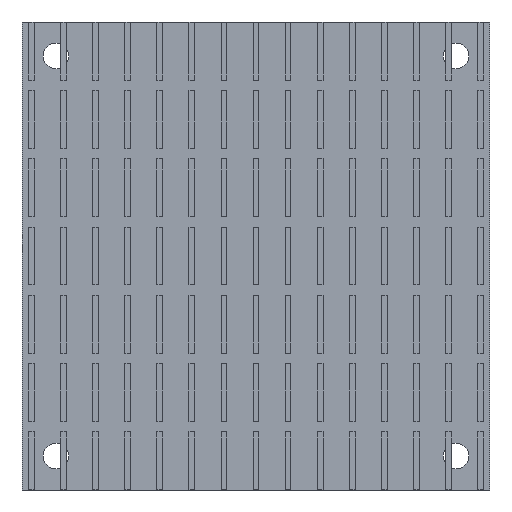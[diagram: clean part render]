
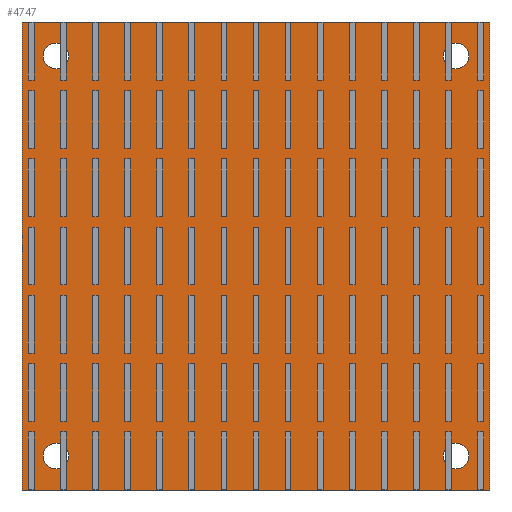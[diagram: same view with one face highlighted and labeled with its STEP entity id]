
A CAD part, front view. The second image highlights one B-rep face of the part: STEP entity #4747.
In plain terms, the highlighted face is planar.
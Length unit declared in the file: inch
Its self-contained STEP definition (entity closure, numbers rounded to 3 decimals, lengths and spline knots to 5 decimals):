
#81 = CARTESIAN_POINT ( 'NONE',  ( 2.756, 0., -52.96141 ) ) ;
#499 = AXIS2_PLACEMENT_3D ( 'NONE', #21162, #23317, #18455 ) ;
#1332 = DIRECTION ( 'NONE',  ( 1., 0., 0. ) ) ;
#1446 = CARTESIAN_POINT ( 'NONE',  ( 2.556, -8.64381, -52.96141 ) ) ;
#1799 = ORIENTED_EDGE ( 'NONE', *, *, #6941, .T. ) ;
#1850 = EDGE_LOOP ( 'NONE', ( #7346, #14106, #8829, #10243 ) ) ;
#2751 = VERTEX_POINT ( 'NONE', #11025 ) ;
#2964 = ORIENTED_EDGE ( 'NONE', *, *, #28849, .T. ) ;
#3185 = AXIS2_PLACEMENT_3D ( 'NONE', #28989, #25943, #1332 ) ;
#3195 = DIRECTION ( 'NONE',  ( 0., 1., 0. ) ) ;
#3301 = VERTEX_POINT ( 'NONE', #12357 ) ;
#3317 = CARTESIAN_POINT ( 'NONE',  ( 0., -8.84381, -52.96141 ) ) ;
#4587 = CIRCLE ( 'NONE', #6918, 0.075 ) ;
#4747 = ADVANCED_FACE ( 'NONE', ( #21311, #8004, #11040, #13377, #5112 ), #24700, .F. ) ;
#4940 = EDGE_CURVE ( 'NONE', #34913, #5522, #18993, .T. ) ;
#5112 = FACE_OUTER_BOUND ( 'NONE', #1850, .T. ) ;
#5522 = VERTEX_POINT ( 'NONE', #10604 ) ;
#5569 = CARTESIAN_POINT ( 'NONE',  ( 2.556, -8.64381, -52.96141 ) ) ;
#5798 = CARTESIAN_POINT ( 'NONE',  ( 0.2, -8.64381, -52.96141 ) ) ;
#5883 = CARTESIAN_POINT ( 'NONE',  ( 2.756, -8.84381, -52.96141 ) ) ;
#6255 = VERTEX_POINT ( 'NONE', #28873 ) ;
#6286 = DIRECTION ( 'NONE',  ( 1., 0., 0. ) ) ;
#6918 = AXIS2_PLACEMENT_3D ( 'NONE', #1446, #20688, #31644 ) ;
#6927 = AXIS2_PLACEMENT_3D ( 'NONE', #81, #21675, #29563 ) ;
#6941 = EDGE_CURVE ( 'NONE', #15095, #9347, #28829, .T. ) ;
#7052 = EDGE_CURVE ( 'NONE', #7627, #26345, #10922, .T. ) ;
#7145 = DIRECTION ( 'NONE',  ( 1., 0., 0. ) ) ;
#7241 = CARTESIAN_POINT ( 'NONE',  ( 2.556, -6.28781, -52.96141 ) ) ;
#7346 = ORIENTED_EDGE ( 'NONE', *, *, #13220, .T. ) ;
#7627 = VERTEX_POINT ( 'NONE', #34418 ) ;
#8004 = FACE_BOUND ( 'NONE', #19682, .T. ) ;
#8809 = CARTESIAN_POINT ( 'NONE',  ( 0.275, -6.28781, -52.96141 ) ) ;
#8829 = ORIENTED_EDGE ( 'NONE', *, *, #33040, .F. ) ;
#9347 = VERTEX_POINT ( 'NONE', #21339 ) ;
#9524 = CARTESIAN_POINT ( 'NONE',  ( 0.2, -6.28781, -52.96141 ) ) ;
#9629 = CARTESIAN_POINT ( 'NONE',  ( 0., 0., -52.96141 ) ) ;
#10116 = CARTESIAN_POINT ( 'NONE',  ( 2.481, -6.28781, -52.96141 ) ) ;
#10243 = ORIENTED_EDGE ( 'NONE', *, *, #7052, .T. ) ;
#10407 = CIRCLE ( 'NONE', #12122, 0.075 ) ;
#10604 = CARTESIAN_POINT ( 'NONE',  ( 2.631, -6.28781, -52.96141 ) ) ;
#10922 = LINE ( 'NONE', #5883, #25390 ) ;
#11025 = CARTESIAN_POINT ( 'NONE',  ( 2.631, -8.64381, -52.96141 ) ) ;
#11040 = FACE_BOUND ( 'NONE', #15963, .T. ) ;
#12122 = AXIS2_PLACEMENT_3D ( 'NONE', #5798, #17294, #34197 ) ;
#12142 = LINE ( 'NONE', #9629, #24532 ) ;
#12273 = DIRECTION ( 'NONE',  ( 0., 0., 1. ) ) ;
#12357 = CARTESIAN_POINT ( 'NONE',  ( 0.125, -8.64381, -52.96141 ) ) ;
#12790 = CIRCLE ( 'NONE', #33454, 0.075 ) ;
#13220 = EDGE_CURVE ( 'NONE', #26345, #34909, #12142, .T. ) ;
#13326 = AXIS2_PLACEMENT_3D ( 'NONE', #9524, #22644, #6286 ) ;
#13377 = FACE_BOUND ( 'NONE', #29198, .T. ) ;
#14106 = ORIENTED_EDGE ( 'NONE', *, *, #16737, .F. ) ;
#14156 = CARTESIAN_POINT ( 'NONE',  ( 2.756, 0., -52.96141 ) ) ;
#14330 = LINE ( 'NONE', #14156, #28467 ) ;
#14861 = CARTESIAN_POINT ( 'NONE',  ( 2.756, -6.08781, -52.96141 ) ) ;
#15095 = VERTEX_POINT ( 'NONE', #8809 ) ;
#15221 = DIRECTION ( 'NONE',  ( 0., 0., 1. ) ) ;
#15963 = EDGE_LOOP ( 'NONE', ( #22083, #24236 ) ) ;
#15995 = CIRCLE ( 'NONE', #499, 0.075 ) ;
#16004 = VERTEX_POINT ( 'NONE', #23552 ) ;
#16737 = EDGE_CURVE ( 'NONE', #27703, #34909, #27535, .T. ) ;
#17294 = DIRECTION ( 'NONE',  ( 0., 0., 1. ) ) ;
#17718 = DIRECTION ( 'NONE',  ( 0., 1., 0. ) ) ;
#17775 = EDGE_CURVE ( 'NONE', #3301, #6255, #15995, .T. ) ;
#18037 = CARTESIAN_POINT ( 'NONE',  ( 0., -6.08781, -52.96141 ) ) ;
#18417 = AXIS2_PLACEMENT_3D ( 'NONE', #7241, #12273, #23238 ) ;
#18455 = DIRECTION ( 'NONE',  ( 1., 0., 0. ) ) ;
#18602 = AXIS2_PLACEMENT_3D ( 'NONE', #5569, #33082, #19077 ) ;
#18862 = VECTOR ( 'NONE', #19485, 39.37008 ) ;
#18870 = ORIENTED_EDGE ( 'NONE', *, *, #34885, .T. ) ;
#18993 = CIRCLE ( 'NONE', #18417, 0.075 ) ;
#19077 = DIRECTION ( 'NONE',  ( 1., 0., 0. ) ) ;
#19485 = DIRECTION ( 'NONE',  ( -1., 0., 0. ) ) ;
#19565 = DIRECTION ( 'NONE',  ( -1., 0., 0. ) ) ;
#19623 = EDGE_CURVE ( 'NONE', #16004, #2751, #4587, .T. ) ;
#19666 = CARTESIAN_POINT ( 'NONE',  ( 2.756, -6.08781, -52.96141 ) ) ;
#19682 = EDGE_LOOP ( 'NONE', ( #18870, #26008 ) ) ;
#19773 = CIRCLE ( 'NONE', #18602, 0.075 ) ;
#20688 = DIRECTION ( 'NONE',  ( 0., 0., 1. ) ) ;
#21162 = CARTESIAN_POINT ( 'NONE',  ( 0.2, -8.64381, -52.96141 ) ) ;
#21311 = FACE_BOUND ( 'NONE', #25983, .T. ) ;
#21339 = CARTESIAN_POINT ( 'NONE',  ( 0.125, -6.28781, -52.96141 ) ) ;
#21675 = DIRECTION ( 'NONE',  ( 0., 0., 1. ) ) ;
#22083 = ORIENTED_EDGE ( 'NONE', *, *, #30586, .T. ) ;
#22644 = DIRECTION ( 'NONE',  ( 0., 0., 1. ) ) ;
#23238 = DIRECTION ( 'NONE',  ( 1., 0., 0. ) ) ;
#23317 = DIRECTION ( 'NONE',  ( 0., 0., 1. ) ) ;
#23552 = CARTESIAN_POINT ( 'NONE',  ( 2.481, -8.64381, -52.96141 ) ) ;
#24236 = ORIENTED_EDGE ( 'NONE', *, *, #19623, .T. ) ;
#24532 = VECTOR ( 'NONE', #17718, 39.37008 ) ;
#24700 = PLANE ( 'NONE',  #6927 ) ;
#25390 = VECTOR ( 'NONE', #19565, 39.37008 ) ;
#25593 = CIRCLE ( 'NONE', #3185, 0.075 ) ;
#25943 = DIRECTION ( 'NONE',  ( 0., 0., 1. ) ) ;
#25983 = EDGE_LOOP ( 'NONE', ( #1799, #2964 ) ) ;
#26008 = ORIENTED_EDGE ( 'NONE', *, *, #4940, .T. ) ;
#26345 = VERTEX_POINT ( 'NONE', #3317 ) ;
#26893 = EDGE_CURVE ( 'NONE', #6255, #3301, #10407, .T. ) ;
#27535 = LINE ( 'NONE', #19666, #18862 ) ;
#27703 = VERTEX_POINT ( 'NONE', #14861 ) ;
#28467 = VECTOR ( 'NONE', #3195, 39.37008 ) ;
#28829 = CIRCLE ( 'NONE', #13326, 0.075 ) ;
#28849 = EDGE_CURVE ( 'NONE', #9347, #15095, #12790, .T. ) ;
#28873 = CARTESIAN_POINT ( 'NONE',  ( 0.275, -8.64381, -52.96141 ) ) ;
#28989 = CARTESIAN_POINT ( 'NONE',  ( 2.556, -6.28781, -52.96141 ) ) ;
#29198 = EDGE_LOOP ( 'NONE', ( #32003, #31875 ) ) ;
#29415 = CARTESIAN_POINT ( 'NONE',  ( 0.2, -6.28781, -52.96141 ) ) ;
#29563 = DIRECTION ( 'NONE',  ( 1., 0., 0. ) ) ;
#30586 = EDGE_CURVE ( 'NONE', #2751, #16004, #19773, .T. ) ;
#31644 = DIRECTION ( 'NONE',  ( 1., 0., 0. ) ) ;
#31875 = ORIENTED_EDGE ( 'NONE', *, *, #17775, .T. ) ;
#32003 = ORIENTED_EDGE ( 'NONE', *, *, #26893, .T. ) ;
#33040 = EDGE_CURVE ( 'NONE', #7627, #27703, #14330, .T. ) ;
#33082 = DIRECTION ( 'NONE',  ( 0., 0., 1. ) ) ;
#33454 = AXIS2_PLACEMENT_3D ( 'NONE', #29415, #15221, #7145 ) ;
#34197 = DIRECTION ( 'NONE',  ( 1., 0., 0. ) ) ;
#34418 = CARTESIAN_POINT ( 'NONE',  ( 2.756, -8.84381, -52.96141 ) ) ;
#34885 = EDGE_CURVE ( 'NONE', #5522, #34913, #25593, .T. ) ;
#34909 = VERTEX_POINT ( 'NONE', #18037 ) ;
#34913 = VERTEX_POINT ( 'NONE', #10116 ) ;
